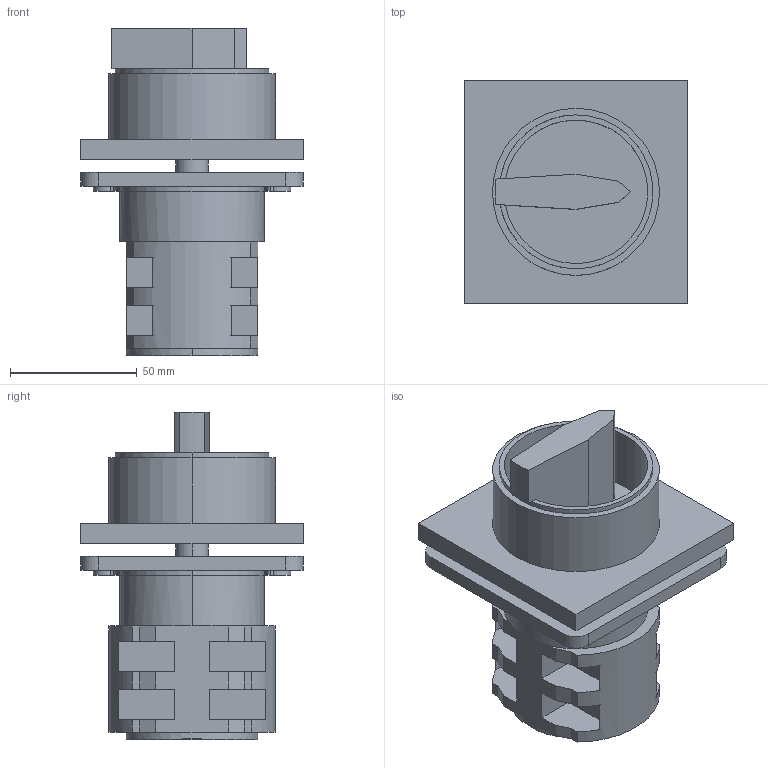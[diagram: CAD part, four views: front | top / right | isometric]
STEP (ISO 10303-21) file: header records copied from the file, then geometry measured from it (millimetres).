
FILE_DESCRIPTION((''),'2;1');
FILE_NAME('LW26GS-6304_M3','2023-06-25T',('xiaokai.shi'),(''),'PRO/ENGINEER BY PARAMETRIC TECHNOLOGY CORPORATION, 2015440','PRO/ENGINEER BY PARAMETRIC TECHNOLOGY CORPORATION, 2015440','');
FILE_SCHEMA(('CONFIG_CONTROL_DESIGN'));
Length unit declared in the file: millimetre
Products named in the file (1): LW26GS-6304_M3
Bounding box: 88 x 88 x 129.5 mm (x, y, z)
Volume: 300661.8 mm3; surface area: 74305.9 mm2
Topology: 1 solids, 1 shells, 246 faces, 659 edges, 434 vertices
Faces by surface type: plane 192, cylinder 54
Entity records: 7693 total; most frequent: CARTESIAN_POINT 1339, ORIENTED_EDGE 1318, DIRECTION 1295, EDGE_CURVE 659, VECTOR 515, LINE 515, VERTEX_POINT 434, AXIS2_PLACEMENT_3D 390
